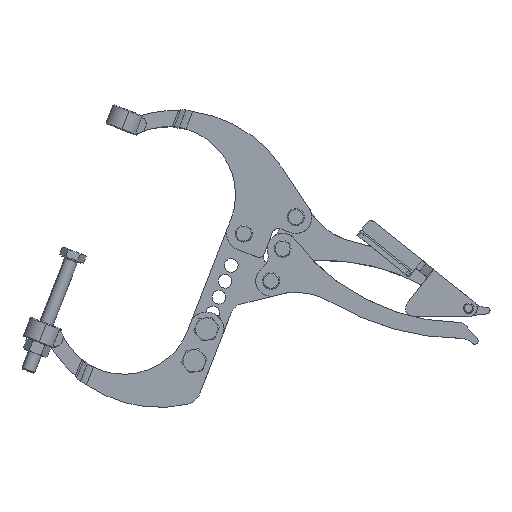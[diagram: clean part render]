
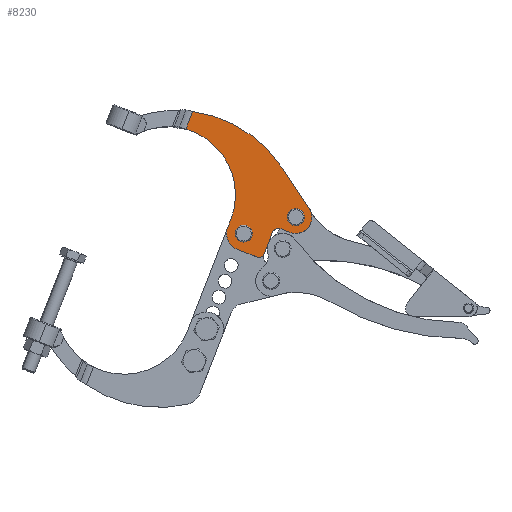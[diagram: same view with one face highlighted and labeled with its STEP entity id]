
A CAD part, top view. The second image highlights one B-rep face of the part: STEP entity #8230.
In plain terms, the highlighted planar face has unit normal (0, 0, 1).
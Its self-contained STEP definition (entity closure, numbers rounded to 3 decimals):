
#1454=CARTESIAN_POINT('',(-19.087,56.59,20.87));
#1455=VERTEX_POINT('',#1454);
#1472=CARTESIAN_POINT('',(-19.087,46.59,20.87));
#1473=VERTEX_POINT('',#1472);
#1480=CARTESIAN_POINT('',(-19.087,51.59,20.87));
#1481=DIRECTION('',(0.0,0.0,-1.0));
#1482=DIRECTION('',(0.0,1.0,0.0));
#1483=AXIS2_PLACEMENT_3D('',#1480,#1481,#1482);
#1484=CIRCLE('',#1483,5.0);
#1485=EDGE_CURVE('',#1455,#1473,#1484,.T.);
#1988=CARTESIAN_POINT('',(-49.633,47.001,20.87));
#1989=VERTEX_POINT('',#1988);
#2006=CARTESIAN_POINT('',(-49.633,37.001,20.87));
#2007=VERTEX_POINT('',#2006);
#2014=CARTESIAN_POINT('',(-49.633,42.001,20.87));
#2015=DIRECTION('',(0.0,0.0,-1.0));
#2016=DIRECTION('',(0.0,1.0,0.0));
#2017=AXIS2_PLACEMENT_3D('',#2014,#2015,#2016);
#2018=CIRCLE('',#2017,5.0);
#2019=EDGE_CURVE('',#1989,#2007,#2018,.T.);
#7816=CARTESIAN_POINT('',(-27.329,81.008,20.87));
#7817=VERTEX_POINT('',#7816);
#7818=CARTESIAN_POINT('',(-11.19,56.871,20.87));
#7819=VERTEX_POINT('',#7818);
#7820=CARTESIAN_POINT('',(-27.329,81.008,20.87));
#7821=DIRECTION('',(0.556,-0.831,0.));
#7822=VECTOR('',#7821,29.036);
#7823=LINE('',#7820,#7822);
#7824=EDGE_CURVE('',#7817,#7819,#7823,.T.);
#7856=CARTESIAN_POINT('',(-83.537,103.257,20.87));
#7857=VERTEX_POINT('',#7856);
#7883=CARTESIAN_POINT('',(-57.144,50.283,20.87));
#7884=VERTEX_POINT('',#7883);
#7891=CARTESIAN_POINT('',(-94.429,64.768,20.87));
#7892=DIRECTION('',(0.,0.,1.));
#7893=DIRECTION('',(-0.932,0.362,0.));
#7894=AXIS2_PLACEMENT_3D('',#7891,#7892,#7893);
#7895=CIRCLE('',#7894,40.0);
#7896=EDGE_CURVE('',#7884,#7857,#7895,.T.);
#7906=CARTESIAN_POINT('',(-58.954,45.622,20.87));
#7907=VERTEX_POINT('',#7906);
#7908=CARTESIAN_POINT('',(-58.954,45.622,20.87));
#7909=DIRECTION('',(0.362,0.932,0.));
#7910=VECTOR('',#7909,5.);
#7911=LINE('',#7908,#7910);
#7912=EDGE_CURVE('',#7907,#7884,#7911,.T.);
#7935=CARTESIAN_POINT('',(-53.254,32.68,20.87));
#7936=VERTEX_POINT('',#7935);
#7937=CARTESIAN_POINT('',(-49.633,42.001,20.87));
#7938=DIRECTION('',(0.,0.,-1.));
#7939=DIRECTION('',(-0.932,0.362,0.));
#7940=AXIS2_PLACEMENT_3D('',#7937,#7938,#7939);
#7941=CIRCLE('',#7940,10.);
#7942=EDGE_CURVE('',#7936,#7907,#7941,.T.);
#7968=CARTESIAN_POINT('',(-41.603,28.153,20.87));
#7969=VERTEX_POINT('',#7968);
#7970=CARTESIAN_POINT('',(-41.603,28.153,20.87));
#7971=DIRECTION('',(-0.932,0.362,0.));
#7972=VECTOR('',#7971,12.5);
#7973=LINE('',#7970,#7972);
#7974=EDGE_CURVE('',#7969,#7936,#7973,.T.);
#7999=CARTESIAN_POINT('',(-37.72,29.863,20.87));
#8000=VERTEX_POINT('',#7999);
#8001=CARTESIAN_POINT('',(-40.517,30.949,20.87));
#8002=DIRECTION('',(0.,0.,-1.));
#8003=DIRECTION('',(-0.362,-0.932,0.));
#8004=AXIS2_PLACEMENT_3D('',#8001,#8002,#8003);
#8005=CIRCLE('',#8004,3.);
#8006=EDGE_CURVE('',#8000,#7969,#8005,.T.);
#8032=CARTESIAN_POINT('',(-35.185,36.388,20.87));
#8033=VERTEX_POINT('',#8032);
#8040=CARTESIAN_POINT('',(-35.185,36.388,20.87));
#8041=DIRECTION('',(-0.362,-0.932,0.));
#8042=VECTOR('',#8041,7.);
#8043=LINE('',#8040,#8042);
#8044=EDGE_CURVE('',#8033,#8000,#8043,.T.);
#8062=CARTESIAN_POINT('',(-27.654,44.727,20.87));
#8063=VERTEX_POINT('',#8062);
#8064=CARTESIAN_POINT('',(-32.831,42.447,20.87));
#8065=VERTEX_POINT('',#8064);
#8066=CARTESIAN_POINT('',(-29.103,40.998,20.87));
#8067=DIRECTION('',(0.,0.,1.0));
#8068=DIRECTION('',(-0.362,-0.932,0.));
#8069=AXIS2_PLACEMENT_3D('',#8066,#8067,#8068);
#8070=CIRCLE('',#8069,4.0);
#8071=EDGE_CURVE('',#8063,#8065,#8070,.T.);
#8113=CARTESIAN_POINT('',(-22.528,42.735,20.87));
#8114=VERTEX_POINT('',#8113);
#8115=CARTESIAN_POINT('',(-22.528,42.735,20.87));
#8116=DIRECTION('',(-0.932,0.362,0.));
#8117=VECTOR('',#8116,5.5);
#8118=LINE('',#8115,#8117);
#8119=EDGE_CURVE('',#8114,#8063,#8118,.T.);
#8144=CARTESIAN_POINT('',(-19.087,51.59,20.87));
#8145=DIRECTION('',(0.,0.,-1.));
#8146=DIRECTION('',(-0.362,-0.932,0.));
#8147=AXIS2_PLACEMENT_3D('',#8144,#8145,#8146);
#8148=CIRCLE('',#8147,9.5);
#8149=EDGE_CURVE('',#7819,#8114,#8148,.T.);
#8172=CARTESIAN_POINT('',(-58.453,78.433,20.87));
#8173=DIRECTION('',(0.0,0.0,1.0));
#8174=DIRECTION('',(0.932,-0.362,0.0));
#8175=AXIS2_PLACEMENT_3D('',#8172,#8173,#8174);
#8176=PLANE('',#8175);
#8177=CARTESIAN_POINT('',(-79.508,113.628,20.87));
#8178=VERTEX_POINT('',#8177);
#8179=CARTESIAN_POINT('',(-79.508,113.628,20.87));
#8180=DIRECTION('',(-0.362,-0.932,0.));
#8181=VECTOR('',#8180,11.126);
#8182=LINE('',#8179,#8181);
#8183=EDGE_CURVE('',#8178,#7857,#8182,.T.);
#8184=ORIENTED_EDGE('',*,*,#8183,.T.);
#8185=ORIENTED_EDGE('',*,*,#7896,.F.);
#8186=ORIENTED_EDGE('',*,*,#7912,.F.);
#8187=ORIENTED_EDGE('',*,*,#7942,.F.);
#8188=ORIENTED_EDGE('',*,*,#7974,.F.);
#8189=ORIENTED_EDGE('',*,*,#8006,.F.);
#8190=ORIENTED_EDGE('',*,*,#8044,.F.);
#8191=CARTESIAN_POINT('',(-32.831,42.447,20.87));
#8192=DIRECTION('',(-0.362,-0.932,0.));
#8193=VECTOR('',#8192,6.5);
#8194=LINE('',#8191,#8193);
#8195=EDGE_CURVE('',#8065,#8033,#8194,.T.);
#8196=ORIENTED_EDGE('',*,*,#8195,.F.);
#8197=ORIENTED_EDGE('',*,*,#8071,.F.);
#8198=ORIENTED_EDGE('',*,*,#8119,.F.);
#8199=ORIENTED_EDGE('',*,*,#8149,.F.);
#8200=ORIENTED_EDGE('',*,*,#7824,.F.);
#8201=CARTESIAN_POINT('',(-89.676,39.32,20.87));
#8202=DIRECTION('',(0.,0.,-1.));
#8203=DIRECTION('',(0.831,0.556,0.));
#8204=AXIS2_PLACEMENT_3D('',#8201,#8202,#8203);
#8205=CIRCLE('',#8204,75.0);
#8206=EDGE_CURVE('',#8178,#7817,#8205,.T.);
#8207=ORIENTED_EDGE('',*,*,#8206,.F.);
#8208=EDGE_LOOP('',(#8184,#8185,#8186,#8187,#8188,#8189,#8190,#8196,#8197,#8198,#8199,#8200,#8207));
#8209=FACE_OUTER_BOUND('',#8208,.T.);
#8210=ORIENTED_EDGE('',*,*,#1485,.T.);
#8211=CARTESIAN_POINT('',(-19.087,51.59,20.87));
#8212=DIRECTION('',(0.0,0.0,-1.0));
#8213=DIRECTION('',(0.0,1.0,0.0));
#8214=AXIS2_PLACEMENT_3D('',#8211,#8212,#8213);
#8215=CIRCLE('',#8214,5.0);
#8216=EDGE_CURVE('',#1473,#1455,#8215,.T.);
#8217=ORIENTED_EDGE('',*,*,#8216,.T.);
#8218=EDGE_LOOP('',(#8210,#8217));
#8219=FACE_BOUND('',#8218,.T.);
#8220=ORIENTED_EDGE('',*,*,#2019,.T.);
#8221=CARTESIAN_POINT('',(-49.633,42.001,20.87));
#8222=DIRECTION('',(0.0,0.0,-1.0));
#8223=DIRECTION('',(0.0,1.0,0.0));
#8224=AXIS2_PLACEMENT_3D('',#8221,#8222,#8223);
#8225=CIRCLE('',#8224,5.0);
#8226=EDGE_CURVE('',#2007,#1989,#8225,.T.);
#8227=ORIENTED_EDGE('',*,*,#8226,.T.);
#8228=EDGE_LOOP('',(#8220,#8227));
#8229=FACE_BOUND('',#8228,.T.);
#8230=ADVANCED_FACE('',(#8209,#8219,#8229),#8176,.T.);
